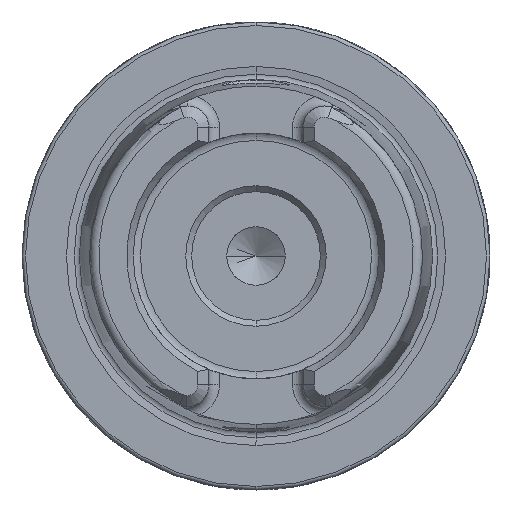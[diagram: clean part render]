
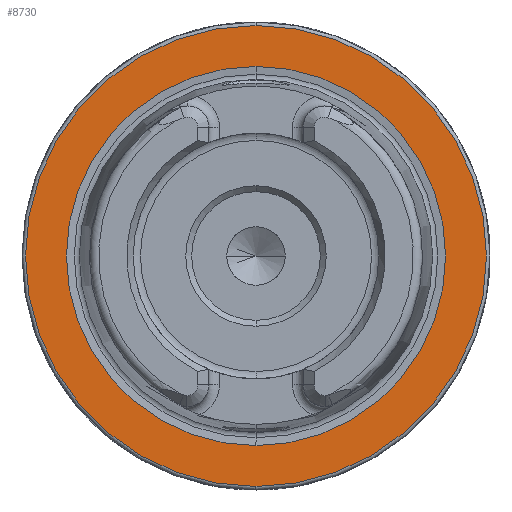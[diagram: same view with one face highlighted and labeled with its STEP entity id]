
A CAD part, left-side view. The second image highlights one B-rep face of the part: STEP entity #8730.
In plain terms, the highlighted planar face has unit normal (-1, 0, 0).
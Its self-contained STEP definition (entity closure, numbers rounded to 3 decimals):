
#1084 = FACE_BOUND ( 'NONE', #1957, .T. ) ;
#1086 = FACE_OUTER_BOUND ( 'NONE', #1958, .T. ) ;
#1957 = EDGE_LOOP ( 'NONE', ( #10119, #10144 ) ) ;
#1958 = EDGE_LOOP ( 'NONE', ( #10118, #10133 ) ) ;
#2123 = CIRCLE ( 'NONE', #3475, 19.7 ) ;
#2124 = CIRCLE ( 'NONE', #3476, 16.207 ) ;
#2253 = EDGE_CURVE ( 'NONE', #3311, #3335, #2123, .T. ) ;
#2254 = EDGE_CURVE ( 'NONE', #3337, #3332, #2124, .T. ) ;
#2552 = CARTESIAN_POINT ( 'NONE',  ( 0., 0., 0. ) ) ;
#2554 = DIRECTION ( 'NONE',  ( -1., 0., 0. ) ) ;
#2556 = DIRECTION ( 'NONE',  ( 0., 0., 1. ) ) ;
#2569 = CARTESIAN_POINT ( 'NONE',  ( 0., 0., 0. ) ) ;
#2570 = DIRECTION ( 'NONE',  ( -1., 0., 0. ) ) ;
#2572 = DIRECTION ( 'NONE',  ( 0., 0., 1. ) ) ;
#2946 = EDGE_CURVE ( 'NONE', #3335, #3311, #11091, .T. ) ;
#2948 = EDGE_CURVE ( 'NONE', #3332, #3337, #11099, .T. ) ;
#3129 = CARTESIAN_POINT ( 'NONE',  ( 0., 0., -19.7 ) ) ;
#3154 = CARTESIAN_POINT ( 'NONE',  ( 0., 0., -16.207 ) ) ;
#3157 = CARTESIAN_POINT ( 'NONE',  ( 0., 0., 19.7 ) ) ;
#3159 = CARTESIAN_POINT ( 'NONE',  ( 0., 0., 16.207 ) ) ;
#3311 = VERTEX_POINT ( 'NONE', #3129 ) ;
#3332 = VERTEX_POINT ( 'NONE', #3154 ) ;
#3335 = VERTEX_POINT ( 'NONE', #3157 ) ;
#3337 = VERTEX_POINT ( 'NONE', #3159 ) ;
#3475 = AXIS2_PLACEMENT_3D ( 'NONE', #9984, #9985, #9986 ) ;
#3476 = AXIS2_PLACEMENT_3D ( 'NONE', #9987, #9988, #9989 ) ;
#3623 = AXIS2_PLACEMENT_3D ( 'NONE', #2552, #2554, #2556 ) ;
#3625 = AXIS2_PLACEMENT_3D ( 'NONE', #2569, #2570, #2572 ) ;
#6872 = AXIS2_PLACEMENT_3D ( 'NONE', #7153, #7161, #7162 ) ;
#7153 = CARTESIAN_POINT ( 'NONE',  ( 0., 19.7, 0. ) ) ;
#7159 = PLANE ( 'NONE',  #6872 ) ;
#7161 = DIRECTION ( 'NONE',  ( 1., 0., 0. ) ) ;
#7162 = DIRECTION ( 'NONE',  ( 0., 0., -1. ) ) ;
#8730 = ADVANCED_FACE ( 'NONE', ( #1084, #1086 ), #7159, .F. ) ;
#9984 = CARTESIAN_POINT ( 'NONE',  ( 0., 0., 0. ) ) ;
#9985 = DIRECTION ( 'NONE',  ( -1., 0., 0. ) ) ;
#9986 = DIRECTION ( 'NONE',  ( 0., 0., 1. ) ) ;
#9987 = CARTESIAN_POINT ( 'NONE',  ( 0., 0., 0. ) ) ;
#9988 = DIRECTION ( 'NONE',  ( -1., 0., 0. ) ) ;
#9989 = DIRECTION ( 'NONE',  ( 0., 0., 1. ) ) ;
#10118 = ORIENTED_EDGE ( 'NONE', *, *, #2946, .T. ) ;
#10119 = ORIENTED_EDGE ( 'NONE', *, *, #2254, .F. ) ;
#10133 = ORIENTED_EDGE ( 'NONE', *, *, #2253, .T. ) ;
#10144 = ORIENTED_EDGE ( 'NONE', *, *, #2948, .F. ) ;
#11091 = CIRCLE ( 'NONE', #3623, 19.7 ) ;
#11099 = CIRCLE ( 'NONE', #3625, 16.207 ) ;
